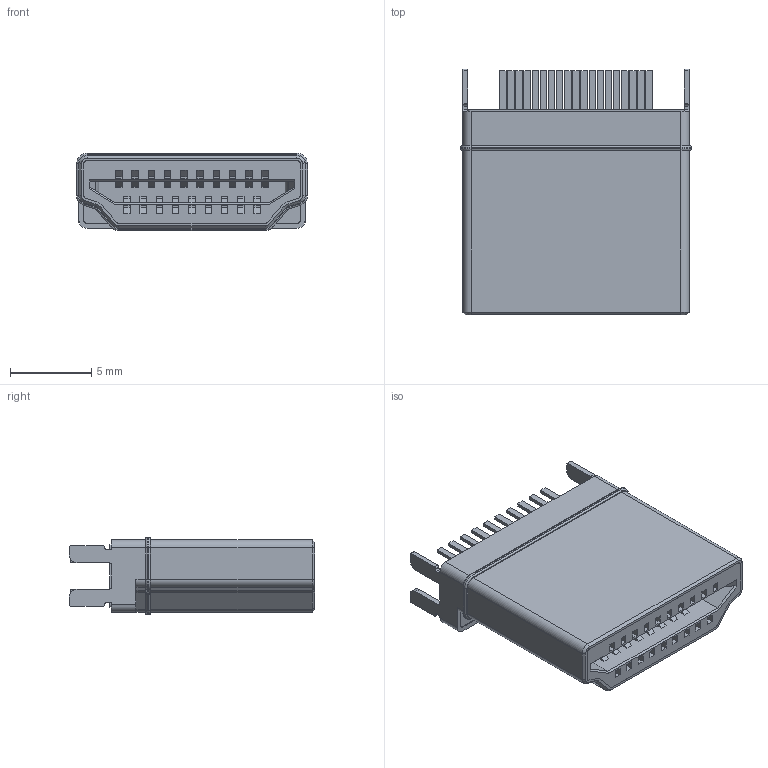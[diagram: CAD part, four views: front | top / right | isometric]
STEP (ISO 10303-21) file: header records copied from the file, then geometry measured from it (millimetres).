
FILE_DESCRIPTION(('FreeCAD Model'),'2;1');
FILE_NAME('Open CASCADE Shape Model','2025-08-18T15:49:28',( 'kicad StepUp'),('ksu MCAD'),'Open CASCADE STEP processor 7.9', 'FreeCAD','Unknown');
FILE_SCHEMA(('AUTOMOTIVE_DESIGN { 1 0 10303 214 1 1 1 1 }'));
Length unit declared in the file: millimetre
Products named in the file (1): HDMI_A_Contact_Technology_19APL2_Horizontal
Bounding box: 14.2 x 15.1 x 4.75 mm (x, y, z)
Volume: 657.7 mm3; surface area: 848.1 mm2
Topology: 1 solids, 1 shells, 678 faces, 1820 edges, 1188 vertices
Faces by surface type: plane 520, cylinder 134, torus 16, cone 8
Entity records: 27133 total; most frequent: CARTESIAN_POINT 3687, ORIENTED_EDGE 3640, DIRECTION 3472, EDGE_CURVE 1820, LINE 1526, VECTOR 1526, VERTEX_POINT 1188, AXIS2_PLACEMENT_3D 973
